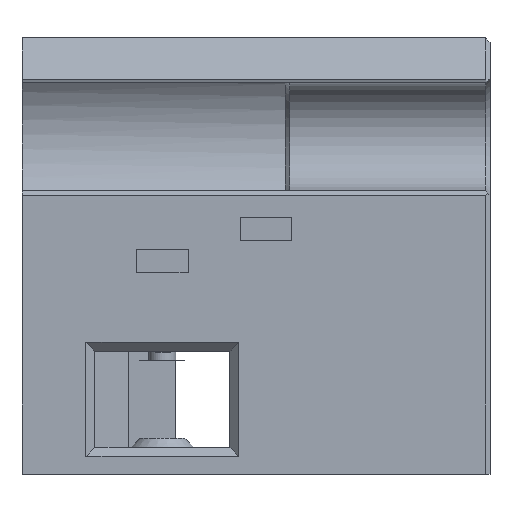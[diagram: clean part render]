
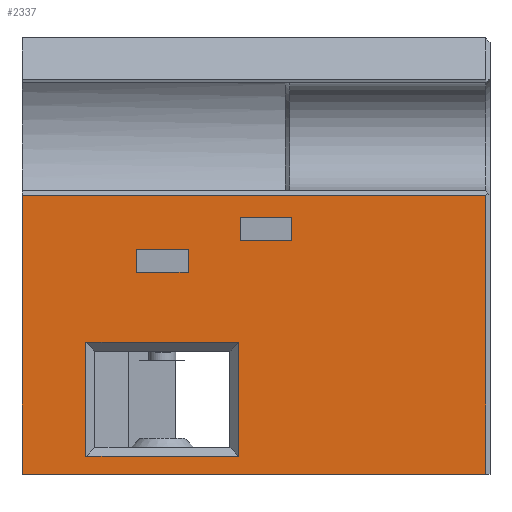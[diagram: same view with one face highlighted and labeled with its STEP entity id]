
A CAD part, front view. The second image highlights one B-rep face of the part: STEP entity #2337.
In plain terms, the highlighted planar face has unit normal (0, -1, 0).
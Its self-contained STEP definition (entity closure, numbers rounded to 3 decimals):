
#46=FACE_BOUND('',#256,.T.);
#47=FACE_BOUND('',#257,.T.);
#48=FACE_BOUND('',#258,.T.);
#123=FACE_OUTER_BOUND('',#255,.T.);
#255=EDGE_LOOP('',(#1702,#1703,#1704,#1705));
#256=EDGE_LOOP('',(#1706,#1707,#1708,#1709));
#257=EDGE_LOOP('',(#1710,#1711,#1712,#1713));
#258=EDGE_LOOP('',(#1714,#1715,#1716,#1717));
#375=LINE('',#3302,#674);
#379=LINE('',#3314,#678);
#459=LINE('',#3507,#758);
#476=LINE('',#3537,#775);
#478=LINE('',#3542,#777);
#479=LINE('',#3544,#778);
#480=LINE('',#3546,#779);
#481=LINE('',#3547,#780);
#482=LINE('',#3550,#781);
#483=LINE('',#3552,#782);
#484=LINE('',#3554,#783);
#485=LINE('',#3555,#784);
#486=LINE('',#3558,#785);
#487=LINE('',#3560,#786);
#488=LINE('',#3562,#787);
#489=LINE('',#3563,#788);
#674=VECTOR('',#2661,10.);
#678=VECTOR('',#2671,10.);
#758=VECTOR('',#2821,10.);
#775=VECTOR('',#2844,10.);
#777=VECTOR('',#2848,1000.);
#778=VECTOR('',#2849,1000.);
#779=VECTOR('',#2850,1000.);
#780=VECTOR('',#2851,1000.);
#781=VECTOR('',#2852,1000.);
#782=VECTOR('',#2853,1000.);
#783=VECTOR('',#2854,1000.);
#784=VECTOR('',#2855,1000.);
#785=VECTOR('',#2856,1000.);
#786=VECTOR('',#2857,1000.);
#787=VECTOR('',#2858,1000.);
#788=VECTOR('',#2859,1000.);
#969=VERTEX_POINT('',#3292);
#973=VERTEX_POINT('',#3300);
#978=VERTEX_POINT('',#3312);
#1056=VERTEX_POINT('',#3506);
#1067=VERTEX_POINT('',#3540);
#1068=VERTEX_POINT('',#3541);
#1069=VERTEX_POINT('',#3543);
#1070=VERTEX_POINT('',#3545);
#1071=VERTEX_POINT('',#3548);
#1072=VERTEX_POINT('',#3549);
#1073=VERTEX_POINT('',#3551);
#1074=VERTEX_POINT('',#3553);
#1075=VERTEX_POINT('',#3556);
#1076=VERTEX_POINT('',#3557);
#1077=VERTEX_POINT('',#3559);
#1078=VERTEX_POINT('',#3561);
#1194=EDGE_CURVE('',#969,#973,#375,.T.);
#1200=EDGE_CURVE('',#978,#973,#379,.T.);
#1296=EDGE_CURVE('',#969,#1056,#459,.T.);
#1313=EDGE_CURVE('',#1056,#978,#476,.T.);
#1315=EDGE_CURVE('',#1067,#1068,#478,.T.);
#1316=EDGE_CURVE('',#1068,#1069,#479,.T.);
#1317=EDGE_CURVE('',#1069,#1070,#480,.T.);
#1318=EDGE_CURVE('',#1070,#1067,#481,.T.);
#1319=EDGE_CURVE('',#1071,#1072,#482,.T.);
#1320=EDGE_CURVE('',#1073,#1071,#483,.T.);
#1321=EDGE_CURVE('',#1074,#1073,#484,.T.);
#1322=EDGE_CURVE('',#1074,#1072,#485,.T.);
#1323=EDGE_CURVE('',#1075,#1076,#486,.T.);
#1324=EDGE_CURVE('',#1077,#1075,#487,.T.);
#1325=EDGE_CURVE('',#1077,#1078,#488,.T.);
#1326=EDGE_CURVE('',#1078,#1076,#489,.T.);
#1702=ORIENTED_EDGE('',*,*,#1194,.T.);
#1703=ORIENTED_EDGE('',*,*,#1200,.F.);
#1704=ORIENTED_EDGE('',*,*,#1313,.F.);
#1705=ORIENTED_EDGE('',*,*,#1296,.F.);
#1706=ORIENTED_EDGE('',*,*,#1315,.T.);
#1707=ORIENTED_EDGE('',*,*,#1316,.T.);
#1708=ORIENTED_EDGE('',*,*,#1317,.T.);
#1709=ORIENTED_EDGE('',*,*,#1318,.T.);
#1710=ORIENTED_EDGE('',*,*,#1319,.F.);
#1711=ORIENTED_EDGE('',*,*,#1320,.F.);
#1712=ORIENTED_EDGE('',*,*,#1321,.F.);
#1713=ORIENTED_EDGE('',*,*,#1322,.T.);
#1714=ORIENTED_EDGE('',*,*,#1323,.F.);
#1715=ORIENTED_EDGE('',*,*,#1324,.F.);
#1716=ORIENTED_EDGE('',*,*,#1325,.T.);
#1717=ORIENTED_EDGE('',*,*,#1326,.T.);
#2227=PLANE('',#2520);
#2337=ADVANCED_FACE('',(#123,#46,#47,#48),#2227,.F.);
#2520=AXIS2_PLACEMENT_3D('',#3539,#2846,#2847);
#2661=DIRECTION('',(1.,0.,0.));
#2671=DIRECTION('',(0.,0.,-1.));
#2821=DIRECTION('',(0.,0.,1.));
#2844=DIRECTION('',(1.,0.,0.));
#2846=DIRECTION('center_axis',(0.,1.,0.));
#2847=DIRECTION('ref_axis',(0.,0.,
-1.));
#2848=DIRECTION('',(0.,0.,-1.));
#2849=DIRECTION('',(-1.,0.,0.));
#2850=DIRECTION('',(0.,0.,1.));
#2851=DIRECTION('',(1.,0.,0.));
#2852=DIRECTION('',(-1.,0.,0.));
#2853=DIRECTION('',(0.,0.,1.));
#2854=DIRECTION('',(1.,0.,0.));
#2855=DIRECTION('',(0.,0.,1.));
#2856=DIRECTION('',(-1.,0.,0.));
#2857=DIRECTION('',(0.,0.,1.));
#2858=DIRECTION('',(-1.,0.,0.));
#2859=DIRECTION('',(0.,0.,1.));
#3292=CARTESIAN_POINT('',(181.9,-78.4,1.));
#3300=CARTESIAN_POINT('',(233.4,-78.4,1.));
#3302=CARTESIAN_POINT('',(179.898,-78.4,1.));
#3312=CARTESIAN_POINT('',(233.4,-78.4,32.));
#3314=CARTESIAN_POINT('',(233.4,-78.4,33.315));
#3506=CARTESIAN_POINT('',(181.9,-78.4,32.));
#3507=CARTESIAN_POINT('',(181.9,-78.4,41.296));
#3537=CARTESIAN_POINT('',(173.399,-78.4,32.));
#3539=CARTESIAN_POINT('Origin',(179.898,-78.4,42.879));
#3540=CARTESIAN_POINT('',(206.,-78.4,15.675));
#3541=CARTESIAN_POINT('',(206.,-78.4,2.975));
#3542=CARTESIAN_POINT('',(206.,-78.4,3.975));
#3543=CARTESIAN_POINT('',(189.,-78.4,2.975));
#3544=CARTESIAN_POINT('',(179.898,-78.4,2.975));
#3545=CARTESIAN_POINT('',(189.,-78.4,15.675));
#3546=CARTESIAN_POINT('',(189.,-78.4,14.675));
#3547=CARTESIAN_POINT('',(205.,-78.4,15.675));
#3548=CARTESIAN_POINT('',(200.35,-78.4,26.025));
#3549=CARTESIAN_POINT('',(194.65,-78.4,26.025));
#3550=CARTESIAN_POINT('',(197.5,-78.4,26.025));
#3551=CARTESIAN_POINT('',(200.35,-78.4,23.425));
#3552=CARTESIAN_POINT('',(200.35,-78.4,23.925));
#3553=CARTESIAN_POINT('',(194.65,-78.4,23.425));
#3554=CARTESIAN_POINT('',(197.5,-78.4,23.425));
#3555=CARTESIAN_POINT('',(194.65,-78.4,23.925));
#3556=CARTESIAN_POINT('',(211.85,-78.4,29.525));
#3557=CARTESIAN_POINT('',(206.15,-78.4,29.525));
#3558=CARTESIAN_POINT('',(209.,-78.4,29.525));
#3559=CARTESIAN_POINT('',(211.85,-78.4,26.925));
#3560=CARTESIAN_POINT('',(211.85,-78.4,28.088));
#3561=CARTESIAN_POINT('',(206.15,-78.4,26.925));
#3562=CARTESIAN_POINT('',(209.,-78.4,26.925));
#3563=CARTESIAN_POINT('',(206.15,-78.4,27.088));
